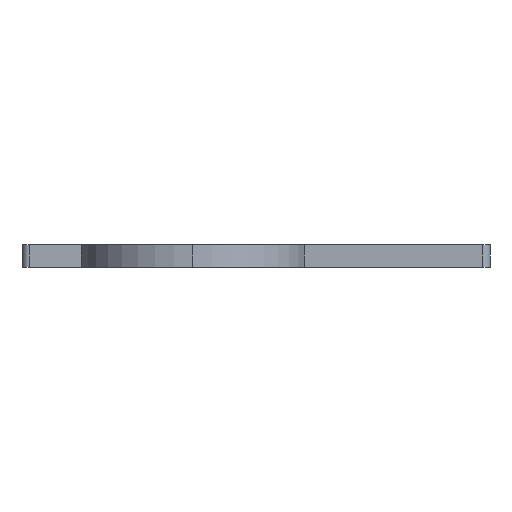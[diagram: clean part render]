
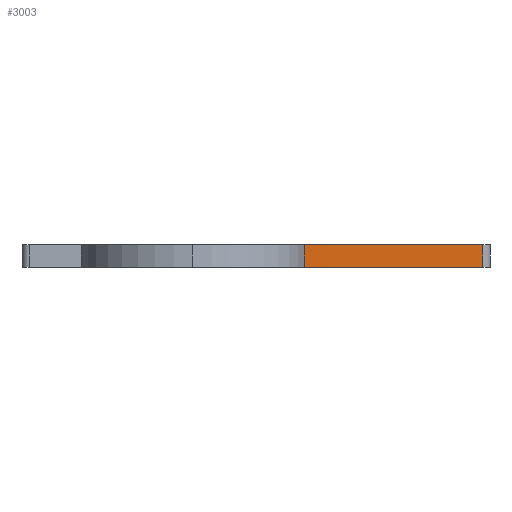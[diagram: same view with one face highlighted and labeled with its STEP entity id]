
A CAD part, left-side view. The second image highlights one B-rep face of the part: STEP entity #3003.
In plain terms, the highlighted planar face has unit normal (-1, 0, 0).
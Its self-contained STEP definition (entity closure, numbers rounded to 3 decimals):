
#28 = DIRECTION ( 'NONE',  ( 0., 0., -1. ) ) ;
#98 = PLANE ( 'NONE',  #2871 ) ;
#147 = VERTEX_POINT ( 'NONE', #1942 ) ;
#184 = VECTOR ( 'NONE', #28, 1000. ) ;
#214 = EDGE_CURVE ( 'NONE', #3016, #147, #2346, .T. ) ;
#509 = DIRECTION ( 'NONE',  ( 0., -1., 0. ) ) ;
#664 = VECTOR ( 'NONE', #509, 1000. ) ;
#693 = ORIENTED_EDGE ( 'NONE', *, *, #2157, .F. ) ;
#724 = VERTEX_POINT ( 'NONE', #852 ) ;
#811 = DIRECTION ( 'NONE',  ( 1., 0., 0. ) ) ;
#852 = CARTESIAN_POINT ( 'NONE',  ( -23., 4.5, 3. ) ) ;
#971 = EDGE_CURVE ( 'NONE', #724, #1188, #2929, .T. ) ;
#989 = CARTESIAN_POINT ( 'NONE',  ( -23., 5.5, 0. ) ) ;
#1032 = EDGE_CURVE ( 'NONE', #1188, #3016, #2542, .T. ) ;
#1188 = VERTEX_POINT ( 'NONE', #2705 ) ;
#1287 = CARTESIAN_POINT ( 'NONE',  ( -23., 5.5, 3. ) ) ;
#1389 = ORIENTED_EDGE ( 'NONE', *, *, #971, .T. ) ;
#1502 = VECTOR ( 'NONE', #2219, 1000. ) ;
#1673 = CARTESIAN_POINT ( 'NONE',  ( -23., 4.5, 0. ) ) ;
#1752 = ORIENTED_EDGE ( 'NONE', *, *, #1032, .T. ) ;
#1769 = CARTESIAN_POINT ( 'NONE',  ( -23., -30.5, 3. ) ) ;
#1890 = EDGE_LOOP ( 'NONE', ( #693, #1389, #1752, #2595 ) ) ;
#1942 = CARTESIAN_POINT ( 'NONE',  ( -23., -30.5, 3. ) ) ;
#2157 = EDGE_CURVE ( 'NONE', #724, #147, #2764, .T. ) ;
#2219 = DIRECTION ( 'NONE',  ( 0., -1., 0. ) ) ;
#2346 = LINE ( 'NONE', #1769, #2412 ) ;
#2412 = VECTOR ( 'NONE', #2737, 1000. ) ;
#2434 = CARTESIAN_POINT ( 'NONE',  ( -23., -30.5, 0. ) ) ;
#2459 = DIRECTION ( 'NONE',  ( 0., 1., 0. ) ) ;
#2542 = LINE ( 'NONE', #989, #664 ) ;
#2595 = ORIENTED_EDGE ( 'NONE', *, *, #214, .T. ) ;
#2705 = CARTESIAN_POINT ( 'NONE',  ( -23., 4.5, 0. ) ) ;
#2737 = DIRECTION ( 'NONE',  ( 0., 0., 1. ) ) ;
#2764 = LINE ( 'NONE', #1287, #1502 ) ;
#2794 = FACE_OUTER_BOUND ( 'NONE', #1890, .T. ) ;
#2871 = AXIS2_PLACEMENT_3D ( 'NONE', #2928, #811, #2459 ) ;
#2928 = CARTESIAN_POINT ( 'NONE',  ( -23., 5.5, 3. ) ) ;
#2929 = LINE ( 'NONE', #1673, #184 ) ;
#3003 = ADVANCED_FACE ( 'NONE', ( #2794 ), #98, .F. ) ;
#3016 = VERTEX_POINT ( 'NONE', #2434 ) ;
